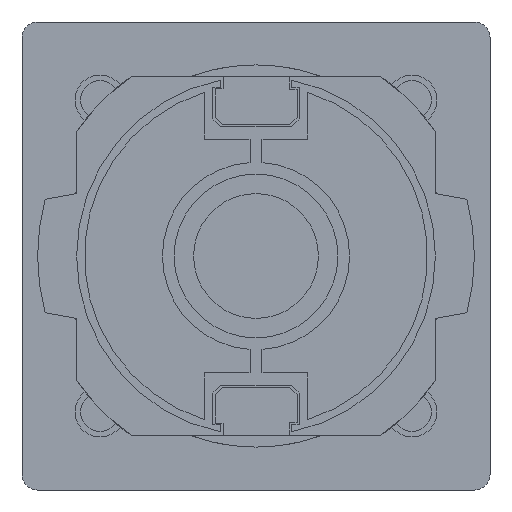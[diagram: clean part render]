
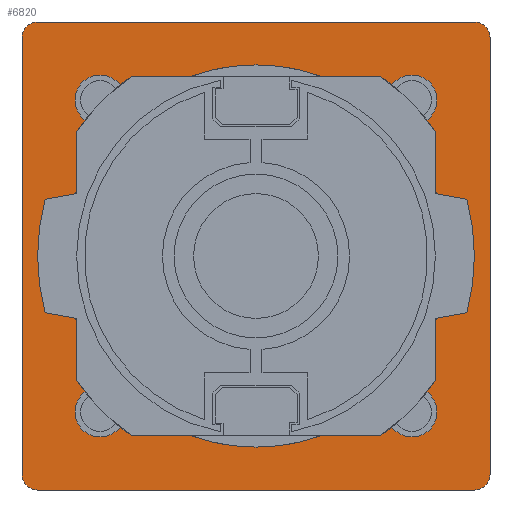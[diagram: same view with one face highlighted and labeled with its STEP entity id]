
A CAD part, front view. The second image highlights one B-rep face of the part: STEP entity #6820.
In plain terms, the highlighted planar face has unit normal (0, -1, 0).
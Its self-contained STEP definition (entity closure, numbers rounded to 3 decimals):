
#915=CARTESIAN_POINT('',(-14.,-6.,14.));
#916=DIRECTION('',(0.,-1.,0.));
#917=DIRECTION('',(0.,0.,1.));
#918=AXIS2_PLACEMENT_3D('',#915,#916,#917);
#920=DIRECTION('',(-1.,0.,0.));
#921=VECTOR('',#920,28.);
#922=CARTESIAN_POINT('',(14.,-6.,15.));
#923=LINE('',#922,#921);
#924=CARTESIAN_POINT('',(14.,-6.,14.));
#925=DIRECTION('',(0.,-1.,0.));
#926=DIRECTION('',(1.,0.,0.));
#927=AXIS2_PLACEMENT_3D('',#924,#925,#926);
#929=DIRECTION('',(0.,0.,1.));
#930=VECTOR('',#929,28.);
#931=CARTESIAN_POINT('',(15.,-6.,-14.));
#932=LINE('',#931,#930);
#933=CARTESIAN_POINT('',(14.,-6.,-14.));
#934=DIRECTION('',(0.,-1.,0.));
#935=DIRECTION('',(0.,0.,-1.));
#936=AXIS2_PLACEMENT_3D('',#933,#934,#935);
#938=DIRECTION('',(1.,0.,0.));
#939=VECTOR('',#938,28.);
#940=CARTESIAN_POINT('',(-14.,-6.,-15.));
#941=LINE('',#940,#939);
#942=CARTESIAN_POINT('',(-14.,-6.,-14.));
#943=DIRECTION('',(0.,-1.,0.));
#944=DIRECTION('',(-1.,0.,0.));
#945=AXIS2_PLACEMENT_3D('',#942,#943,#944);
#947=DIRECTION('',(0.,0.,-1.));
#948=VECTOR('',#947,28.);
#949=CARTESIAN_POINT('',(-15.,-6.,14.));
#950=LINE('',#949,#948);
#951=CARTESIAN_POINT('',(-10.,-6.,-10.));
#952=DIRECTION('',(0.,-1.,0.));
#953=DIRECTION('',(0.,0.,1.));
#954=AXIS2_PLACEMENT_3D('',#951,#952,#953);
#956=CARTESIAN_POINT('',(-10.,-6.,-10.));
#957=DIRECTION('',(0.,-1.,0.));
#958=DIRECTION('',(0.,0.,-1.));
#959=AXIS2_PLACEMENT_3D('',#956,#957,#958);
#961=CARTESIAN_POINT('',(-10.,-6.,10.));
#962=DIRECTION('',(0.,-1.,0.));
#963=DIRECTION('',(0.,0.,1.));
#964=AXIS2_PLACEMENT_3D('',#961,#962,#963);
#966=CARTESIAN_POINT('',(-10.,-6.,10.));
#967=DIRECTION('',(0.,-1.,0.));
#968=DIRECTION('',(0.,0.,-1.));
#969=AXIS2_PLACEMENT_3D('',#966,#967,#968);
#971=CARTESIAN_POINT('',(10.,-6.,10.));
#972=DIRECTION('',(0.,-1.,0.));
#973=DIRECTION('',(0.,0.,1.));
#974=AXIS2_PLACEMENT_3D('',#971,#972,#973);
#976=CARTESIAN_POINT('',(10.,-6.,10.));
#977=DIRECTION('',(0.,-1.,0.));
#978=DIRECTION('',(0.,0.,-1.));
#979=AXIS2_PLACEMENT_3D('',#976,#977,#978);
#981=CARTESIAN_POINT('',(10.,-6.,-10.));
#982=DIRECTION('',(0.,-1.,0.));
#983=DIRECTION('',(0.,0.,1.));
#984=AXIS2_PLACEMENT_3D('',#981,#982,#983);
#986=CARTESIAN_POINT('',(10.,-6.,-10.));
#987=DIRECTION('',(0.,-1.,0.));
#988=DIRECTION('',(0.,0.,-1.));
#989=AXIS2_PLACEMENT_3D('',#986,#987,#988);
#991=CARTESIAN_POINT('',(0.,-6.,0.));
#992=DIRECTION('',(0.,-1.,0.));
#993=DIRECTION('',(0.,0.,-1.));
#994=AXIS2_PLACEMENT_3D('',#991,#992,#993);
#996=CARTESIAN_POINT('',(0.,-6.,0.));
#997=DIRECTION('',(0.,-1.,0.));
#998=DIRECTION('',(0.,0.,1.));
#999=AXIS2_PLACEMENT_3D('',#996,#997,#998);
#4436=CARTESIAN_POINT('',(-10.,-6.,-8.4));
#4437=CARTESIAN_POINT('',(-10.,-6.,-11.6));
#4438=VERTEX_POINT('',#4436);
#4439=VERTEX_POINT('',#4437);
#4440=CARTESIAN_POINT('',(-10.,-6.,11.6));
#4441=CARTESIAN_POINT('',(-10.,-6.,8.4));
#4442=VERTEX_POINT('',#4440);
#4443=VERTEX_POINT('',#4441);
#4444=CARTESIAN_POINT('',(10.,-6.,11.6));
#4445=CARTESIAN_POINT('',(10.,-6.,8.4));
#4446=VERTEX_POINT('',#4444);
#4447=VERTEX_POINT('',#4445);
#4448=CARTESIAN_POINT('',(10.,-6.,-8.4));
#4449=CARTESIAN_POINT('',(10.,-6.,-11.6));
#4450=VERTEX_POINT('',#4448);
#4451=VERTEX_POINT('',#4449);
#4476=CARTESIAN_POINT('',(0.,-6.,-12.25));
#4477=CARTESIAN_POINT('',(0.,-6.,12.25));
#4478=VERTEX_POINT('',#4476);
#4479=VERTEX_POINT('',#4477);
#4505=CARTESIAN_POINT('',(-14.,-6.,15.));
#4506=CARTESIAN_POINT('',(-15.,-6.,14.));
#4507=VERTEX_POINT('',#4505);
#4508=VERTEX_POINT('',#4506);
#4509=CARTESIAN_POINT('',(15.,-6.,14.));
#4510=CARTESIAN_POINT('',(14.,-6.,15.));
#4511=VERTEX_POINT('',#4509);
#4512=VERTEX_POINT('',#4510);
#4513=CARTESIAN_POINT('',(14.,-6.,-15.));
#4514=CARTESIAN_POINT('',(15.,-6.,-14.));
#4515=VERTEX_POINT('',#4513);
#4516=VERTEX_POINT('',#4514);
#4517=CARTESIAN_POINT('',(-15.,-6.,-14.));
#4518=CARTESIAN_POINT('',(-14.,-6.,-15.));
#4519=VERTEX_POINT('',#4517);
#4520=VERTEX_POINT('',#4518);
#6775=CARTESIAN_POINT('',(0.,-6.,0.));
#6776=DIRECTION('',(0.,-1.,0.));
#6777=DIRECTION('',(0.,0.,1.));
#6778=AXIS2_PLACEMENT_3D('',#6775,#6776,#6777);
#6779=PLANE('',#6778);
#6780=ORIENTED_EDGE('',*,*,#6714,.F.);
#6781=ORIENTED_EDGE('',*,*,#6728,.F.);
#6782=ORIENTED_EDGE('',*,*,#6742,.F.);
#6783=ORIENTED_EDGE('',*,*,#6756,.F.);
#6784=ORIENTED_EDGE('',*,*,#6769,.F.);
#6785=ORIENTED_EDGE('',*,*,#6671,.F.);
#6786=ORIENTED_EDGE('',*,*,#6686,.F.);
#6787=ORIENTED_EDGE('',*,*,#6700,.F.);
#6788=EDGE_LOOP('',(#6780,#6781,#6782,#6783,#6784,#6785,#6786,#6787));
#6789=FACE_OUTER_BOUND('',#6788,.F.);
#6791=ORIENTED_EDGE('',*,*,#6790,.T.);
#6793=ORIENTED_EDGE('',*,*,#6792,.T.);
#6794=EDGE_LOOP('',(#6791,#6793));
#6795=FACE_BOUND('',#6794,.F.);
#6797=ORIENTED_EDGE('',*,*,#6796,.T.);
#6799=ORIENTED_EDGE('',*,*,#6798,.T.);
#6800=EDGE_LOOP('',(#6797,#6799));
#6801=FACE_BOUND('',#6800,.F.);
#6803=ORIENTED_EDGE('',*,*,#6802,.T.);
#6805=ORIENTED_EDGE('',*,*,#6804,.T.);
#6806=EDGE_LOOP('',(#6803,#6805));
#6807=FACE_BOUND('',#6806,.F.);
#6809=ORIENTED_EDGE('',*,*,#6808,.T.);
#6811=ORIENTED_EDGE('',*,*,#6810,.T.);
#6812=EDGE_LOOP('',(#6809,#6811));
#6813=FACE_BOUND('',#6812,.F.);
#6815=ORIENTED_EDGE('',*,*,#6814,.T.);
#6817=ORIENTED_EDGE('',*,*,#6816,.T.);
#6818=EDGE_LOOP('',(#6815,#6817));
#6819=FACE_BOUND('',#6818,.F.);
#6820=ADVANCED_FACE('',(#6789,#6795,#6801,#6807,#6813,#6819),#6779,.T.);
#919=CIRCLE('',#918,1.);
#928=CIRCLE('',#927,1.);
#937=CIRCLE('',#936,1.);
#946=CIRCLE('',#945,1.);
#955=CIRCLE('',#954,1.6);
#960=CIRCLE('',#959,1.6);
#965=CIRCLE('',#964,1.6);
#970=CIRCLE('',#969,1.6);
#975=CIRCLE('',#974,1.6);
#980=CIRCLE('',#979,1.6);
#985=CIRCLE('',#984,1.6);
#990=CIRCLE('',#989,1.6);
#995=CIRCLE('',#994,12.25);
#1000=CIRCLE('',#999,12.25);
#6671=EDGE_CURVE('',#4520,#4515,#941,.T.);
#6686=EDGE_CURVE('',#4519,#4520,#946,.T.);
#6700=EDGE_CURVE('',#4508,#4519,#950,.T.);
#6714=EDGE_CURVE('',#4507,#4508,#919,.T.);
#6728=EDGE_CURVE('',#4512,#4507,#923,.T.);
#6742=EDGE_CURVE('',#4511,#4512,#928,.T.);
#6756=EDGE_CURVE('',#4516,#4511,#932,.T.);
#6769=EDGE_CURVE('',#4515,#4516,#937,.T.);
#6790=EDGE_CURVE('',#4438,#4439,#955,.T.);
#6792=EDGE_CURVE('',#4439,#4438,#960,.T.);
#6796=EDGE_CURVE('',#4442,#4443,#965,.T.);
#6798=EDGE_CURVE('',#4443,#4442,#970,.T.);
#6802=EDGE_CURVE('',#4446,#4447,#975,.T.);
#6804=EDGE_CURVE('',#4447,#4446,#980,.T.);
#6808=EDGE_CURVE('',#4450,#4451,#985,.T.);
#6810=EDGE_CURVE('',#4451,#4450,#990,.T.);
#6814=EDGE_CURVE('',#4478,#4479,#995,.T.);
#6816=EDGE_CURVE('',#4479,#4478,#1000,.T.);
